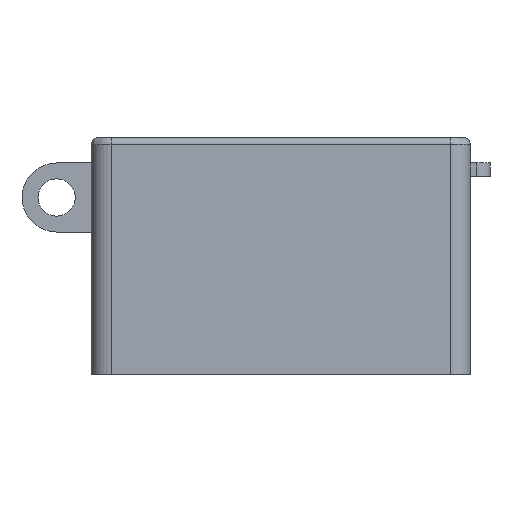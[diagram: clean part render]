
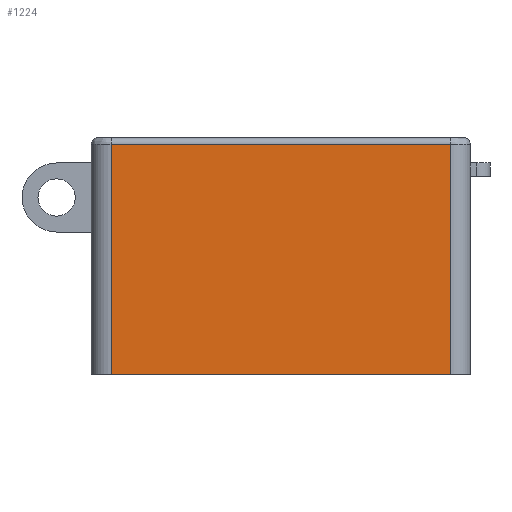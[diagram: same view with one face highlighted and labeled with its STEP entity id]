
A CAD part, left-side view. The second image highlights one B-rep face of the part: STEP entity #1224.
In plain terms, the highlighted planar face has unit normal (-1, 0, 0).
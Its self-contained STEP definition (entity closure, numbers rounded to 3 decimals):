
#69 = ORIENTED_EDGE ( 'NONE', *, *, #2170, .F. ) ;
#143 = DIRECTION ( 'NONE',  ( 0., 1., 0. ) ) ;
#158 = CARTESIAN_POINT ( 'NONE',  ( 3., 0., -16. ) ) ;
#292 = VERTEX_POINT ( 'NONE', #751 ) ;
#346 = FACE_OUTER_BOUND ( 'NONE', #2480, .T. ) ;
#347 = LINE ( 'NONE', #158, #1649 ) ;
#366 = VERTEX_POINT ( 'NONE', #2605 ) ;
#493 = EDGE_CURVE ( 'NONE', #366, #292, #347, .T. ) ;
#658 = LINE ( 'NONE', #2195, #2333 ) ;
#751 = CARTESIAN_POINT ( 'NONE',  ( 3., 9.295, -16. ) ) ;
#789 = EDGE_CURVE ( 'NONE', #292, #2240, #658, .T. ) ;
#845 = DIRECTION ( 'NONE',  ( 0., -1., 0. ) ) ;
#870 = AXIS2_PLACEMENT_3D ( 'NONE', #1001, #1366, #2785 ) ;
#906 = LINE ( 'NONE', #2183, #1593 ) ;
#939 = EDGE_CURVE ( 'NONE', #2240, #1889, #906, .T. ) ;
#1001 = CARTESIAN_POINT ( 'NONE',  ( 3., -17.5, 30.166 ) ) ;
#1051 = DIRECTION ( 'NONE',  ( 0., 0., -1. ) ) ;
#1098 = LINE ( 'NONE', #1266, #1114 ) ;
#1114 = VECTOR ( 'NONE', #1051, 1000. ) ;
#1224 = ADVANCED_FACE ( 'NONE', ( #346 ), #2054, .F. ) ;
#1266 = CARTESIAN_POINT ( 'NONE',  ( 3., -16.2, 30.166 ) ) ;
#1366 = DIRECTION ( 'NONE',  ( 1., 0., 0. ) ) ;
#1593 = VECTOR ( 'NONE', #845, 1000. ) ;
#1649 = VECTOR ( 'NONE', #143, 1000. ) ;
#1752 = CARTESIAN_POINT ( 'NONE',  ( 3., -16.2, 1.3 ) ) ;
#1778 = ORIENTED_EDGE ( 'NONE', *, *, #939, .F. ) ;
#1799 = CARTESIAN_POINT ( 'NONE',  ( 3., 9.295, 1.3 ) ) ;
#1889 = VERTEX_POINT ( 'NONE', #1752 ) ;
#1935 = ORIENTED_EDGE ( 'NONE', *, *, #789, .F. ) ;
#2054 = PLANE ( 'NONE',  #870 ) ;
#2170 = EDGE_CURVE ( 'NONE', #1889, #366, #1098, .T. ) ;
#2183 = CARTESIAN_POINT ( 'NONE',  ( 3., -17.5, 1.3 ) ) ;
#2195 = CARTESIAN_POINT ( 'NONE',  ( 3., 9.295, 0. ) ) ;
#2236 = DIRECTION ( 'NONE',  ( 0., 0., 1. ) ) ;
#2240 = VERTEX_POINT ( 'NONE', #1799 ) ;
#2333 = VECTOR ( 'NONE', #2236, 1000. ) ;
#2480 = EDGE_LOOP ( 'NONE', ( #1778, #1935, #2584, #69 ) ) ;
#2584 = ORIENTED_EDGE ( 'NONE', *, *, #493, .F. ) ;
#2605 = CARTESIAN_POINT ( 'NONE',  ( 3., -16.2, -16. ) ) ;
#2785 = DIRECTION ( 'NONE',  ( 0., 1., 0. ) ) ;
